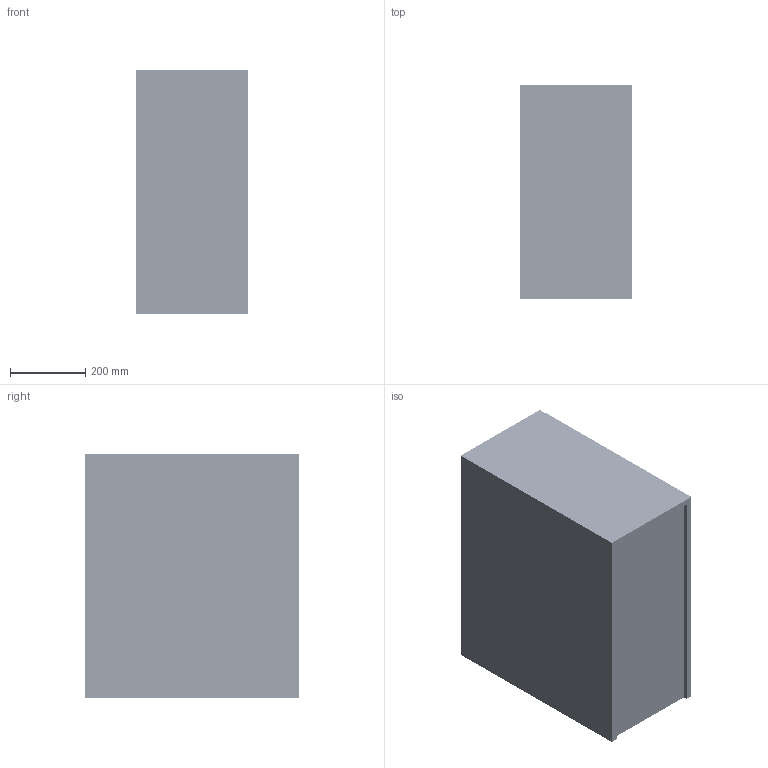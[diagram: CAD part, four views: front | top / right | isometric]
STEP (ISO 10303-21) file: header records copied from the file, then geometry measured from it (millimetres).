
FILE_DESCRIPTION((''),'2;1');
FILE_NAME('300-BO-LI-CE-ZHUANG-580-2_ASM','2025-04-23T',('Administrator'),(''),'PRO/ENGINEER BY PARAMETRIC TECHNOLOGY CORPORATION, 2010280','PRO/ENGINEER BY PARAMETRIC TECHNOLOGY CORPORATION, 2010280','');
FILE_SCHEMA(('AUTOMOTIVE_DESIGN_CC2 { 1 2 10303 214 -1 1 5 2 }'));
Products named in the file (26): KUANG-JIA-580-; 32___K__; 32-1-_K__; 32-2-_K__; 32_-L_K__; 6304-XYL-110-18A_K__ASM; M_-12MMPM____A__; ________________A__; M_-7MMPM______A_; MEN-KOU__1_ASM; LOUSI-4X14__; 300-JU__1_; 300-JU-MEN__; LV--395_; CE-GUA-HOU-YOU-ZHUAN-JIA-JIAN-; CE-GUA-HOU-ZUO-ZHUAN-JIA-JIAN-; LV---197; CE-GUA-QIAN-ZHUAN-JIAO-JIAN-; 150-BAN_417X219; 4X70X213; 4X70X412_; GOU-2_X_; PIAN-2_X_; 300-LAN_ASM; TUO-PAN-LAN_ASM; 300-BO-LI-CE-ZHUANG-580-2_ASM
Assembly tree (41 placements, depth 3):
  300-BO-LI-CE-ZHUANG-580-2_ASM
    KUANG-JIA-580-
    6304-XYL-110-18A_K__ASM  x2
      32___K__
      32-1-_K__
      32-2-_K__
      32_-L_K__
    MEN-KOU__1_ASM  x2
      M_-12MMPM____A__
      ________________A__
      M_-7MMPM______A_
    LOUSI-4X14__  x6
    300-JU__1_
    300-JU-MEN__
    300-LAN_ASM  x2
      LV--395_
      CE-GUA-HOU-YOU-ZHUAN-JIA-JIAN-
      CE-GUA-HOU-ZUO-ZHUAN-JIA-JIAN-
      LV---197
      CE-GUA-QIAN-ZHUAN-JIAO-JIAN-
      150-BAN_417X219
      4X70X213
      4X70X412_
      GOU-2_X_
      PIAN-2_X_
    TUO-PAN-LAN_ASM
Bounding box: 300 x 570 x 650 mm (x, y, z)
Volume: 22628186.3 mm3; surface area: 4379242.4 mm2
Topology: 59 solids, 59 shells, 6782 faces, 18176 edges, 11542 vertices
Faces by surface type: plane 2992, cylinder 2124, cone 642, bspline 490, torus 462, sphere 72
Entity records: 123673 total; most frequent: CARTESIAN_POINT 40423, ORIENTED_EDGE 14644, DIRECTION 13781, EDGE_CURVE 7322, AXIS2_PLACEMENT_3D 4793, VERTEX_POINT 4669, PRESENTATION_STYLE_ASSIGNMENT 4320, VECTOR 4195
